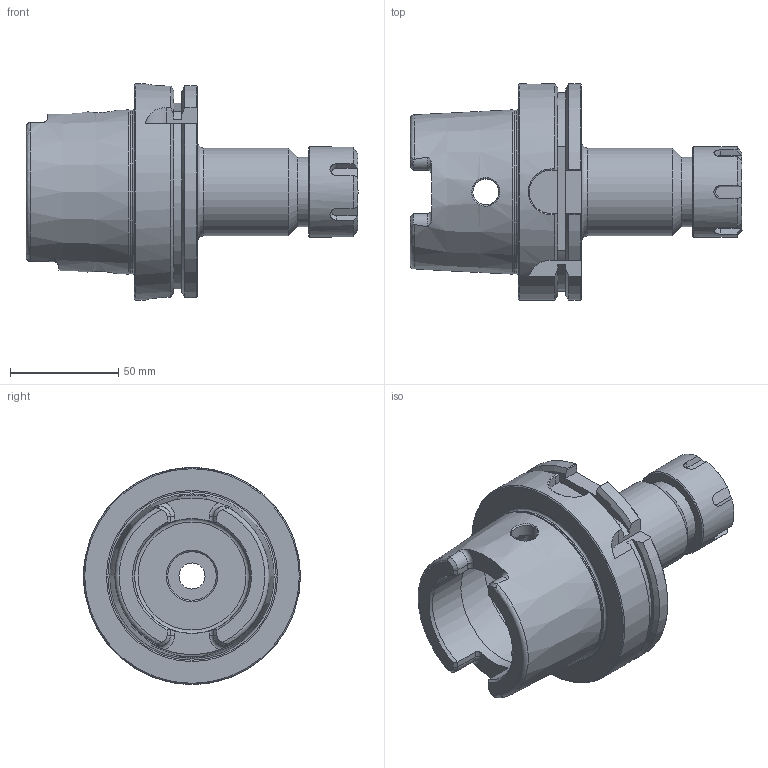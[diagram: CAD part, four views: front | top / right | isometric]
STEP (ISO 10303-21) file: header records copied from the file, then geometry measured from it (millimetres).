
FILE_DESCRIPTION((''),'2;1');
FILE_NAME('H100-25ERP406.stp','2014-08-08T14:10:01',('kaykin'),(''),'Autodesk Inventor 2012','Autodesk Inventor 2012','');
FILE_SCHEMA(('AUTOMOTIVE_DESIGN { 1 0 10303 214 1 1 1 1 }'));
Length unit declared in the file: inch
Products named in the file (3): H100-25ERP406; H100-25ER4-1; 25ERPN
Assembly tree (2 placements, depth 2):
  H100-25ERP406
    H100-25ER4-1
    25ERPN
Bounding box: 153.12 x 100 x 100 mm (x, y, z)
Volume: 322698 mm3; surface area: 67131.1 mm2
Topology: 2 solids, 2 shells, 180 faces, 447 edges, 280 vertices
Faces by surface type: plane 69, cylinder 43, cone 39, torus 18, bspline 11
Full cylindrical faces by diameter (mm): 10 x1, 11.989 x1, 12 x3, 15.748 x1, 18.034 x1, 19.939 x1, 20.599 x1, 22.377 x1, 24.13 x1, 25.016 x1, 26.086 x1, 30.912 x1, 32 x1, 32.512 x1, 40.513 x1, 41.732 x1, 53 x2, 63 x1, 75.364 x1, 100 x1
Entity records: 6058 total; most frequent: CARTESIAN_POINT 2027, ORIENTED_EDGE 762, DIRECTION 757, EDGE_CURVE 381, AXIS2_PLACEMENT_3D 316, VERTEX_POINT 268, EDGE_LOOP 251, FACE_OUTER_BOUND 180
